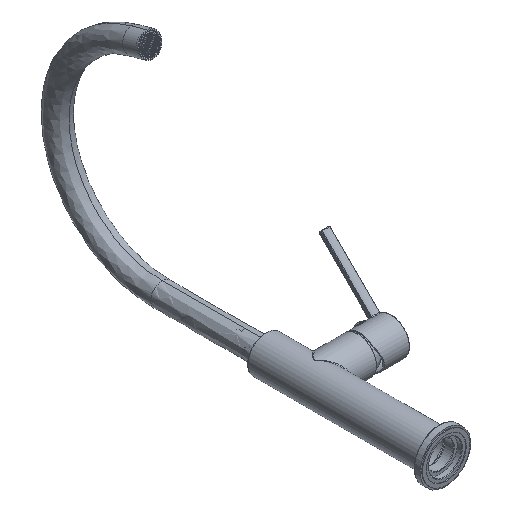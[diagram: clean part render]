
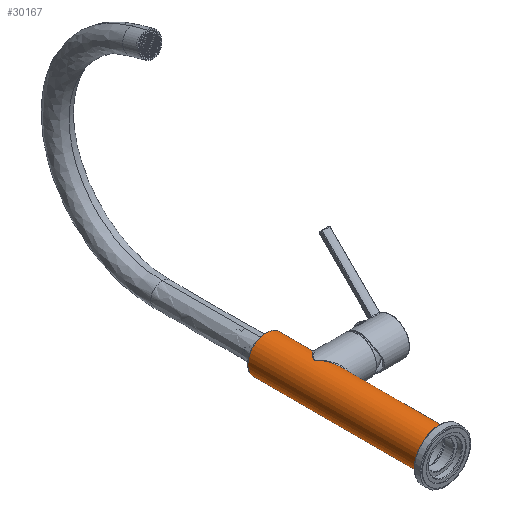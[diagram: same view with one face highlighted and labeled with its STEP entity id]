
A CAD part, isometric view. The second image highlights one B-rep face of the part: STEP entity #30167.
In plain terms, the highlighted cylindrical face has radius 17.5 mm (diameter 35 mm), a full revolution.
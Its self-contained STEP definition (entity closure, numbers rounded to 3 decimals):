
#2072=FACE_OUTER_BOUND('',#3840,.T.);
#3840=EDGE_LOOP('',(#22521,#22522,#22523,#22524,#22525,#22526,#22527,#22528,
#22529,#22530,#22531));
#5753=CIRCLE('',#32342,17.5);
#5754=CIRCLE('',#32344,17.5);
#5755=CIRCLE('',#32345,17.5);
#6867=B_SPLINE_CURVE_WITH_KNOTS('',3,(#61826,#61827,#61828,#61829,#61830,
#61831,#61832,#61833,#61834,#61835,#61836,#61837,#61838),.UNSPECIFIED.,
 .F.,.F.,(4,1,1,1,1,1,1,1,1,1,4),(0.,0.062,0.125,0.187,
0.25,0.375,0.5,0.625,0.75,
0.875,1.),.UNSPECIFIED.);
#6868=B_SPLINE_CURVE_WITH_KNOTS('',3,(#61840,#61841,#61842,#61843,#61844,
#61845,#61846,#61847,#61848,#61849,#61850,#61851,#61852),.UNSPECIFIED.,
 .F.,.F.,(4,1,1,1,1,1,1,1,1,1,4),(0.,0.125,0.25,0.375,
0.5,0.625,0.75,0.812,0.875,
0.937,1.),.UNSPECIFIED.);
#6869=B_SPLINE_CURVE_WITH_KNOTS('',3,(#61854,#61855,#61856,#61857,#61858,
#61859,#61860,#61861,#61862,#61863,#61864,#61865,#61866),.UNSPECIFIED.,
 .F.,.F.,(4,1,1,1,1,1,1,1,1,1,4),(0.,0.062,0.125,0.187,
0.25,0.375,0.5,0.625,0.75,
0.875,1.),.UNSPECIFIED.);
#6870=B_SPLINE_CURVE_WITH_KNOTS('',3,(#61867,#61868,#61869,#61870,#61871,
#61872,#61873,#61874,#61875,#61876,#61877,#61878,#61879),.UNSPECIFIED.,
 .F.,.F.,(4,1,1,1,1,1,1,1,1,1,4),(0.,0.125,0.25,0.375,0.5,0.625,0.75,0.813,
0.875,0.938,1.),.UNSPECIFIED.);
#7668=LINE('',#61824,#10251);
#7669=LINE('',#61881,#10252);
#10251=VECTOR('',#36416,17.5);
#10252=VECTOR('',#36417,17.5);
#13233=VERTEX_POINT('',#61820);
#13234=VERTEX_POINT('',#61823);
#13235=VERTEX_POINT('',#61825);
#13236=VERTEX_POINT('',#61839);
#13237=VERTEX_POINT('',#61853);
#13238=VERTEX_POINT('',#61880);
#13239=VERTEX_POINT('',#61882);
#16685=EDGE_CURVE('',#13233,#13233,#5753,.T.);
#16686=EDGE_CURVE('',#13233,#13234,#7668,.T.);
#16687=EDGE_CURVE('',#13234,#13235,#6867,.T.);
#16688=EDGE_CURVE('',#13235,#13236,#6868,.T.);
#16689=EDGE_CURVE('',#13236,#13237,#6869,.T.);
#16690=EDGE_CURVE('',#13237,#13234,#6870,.T.);
#16691=EDGE_CURVE('',#13234,#13238,#7669,.T.);
#16692=EDGE_CURVE('',#13239,#13238,#5754,.T.);
#16693=EDGE_CURVE('',#13238,#13239,#5755,.T.);
#22521=ORIENTED_EDGE('',*,*,#16685,.F.);
#22522=ORIENTED_EDGE('',*,*,#16686,.T.);
#22523=ORIENTED_EDGE('',*,*,#16687,.T.);
#22524=ORIENTED_EDGE('',*,*,#16688,.T.);
#22525=ORIENTED_EDGE('',*,*,#16689,.T.);
#22526=ORIENTED_EDGE('',*,*,#16690,.T.);
#22527=ORIENTED_EDGE('',*,*,#16691,.T.);
#22528=ORIENTED_EDGE('',*,*,#16692,.F.);
#22529=ORIENTED_EDGE('',*,*,#16693,.F.);
#22530=ORIENTED_EDGE('',*,*,#16691,.F.);
#22531=ORIENTED_EDGE('',*,*,#16686,.F.);
#29478=CYLINDRICAL_SURFACE('',#32343,17.5);
#30167=ADVANCED_FACE('',(#2072),#29478,.T.);
#32342=AXIS2_PLACEMENT_3D('',#61821,#36412,#36413);
#32343=AXIS2_PLACEMENT_3D('',#61822,#36414,#36415);
#32344=AXIS2_PLACEMENT_3D('',#61883,#36418,#36419);
#32345=AXIS2_PLACEMENT_3D('',#61884,#36420,#36421);
#36412=DIRECTION('center_axis',(0.,-1.,0.));
#36413=DIRECTION('ref_axis',(0.,0.,-1.));
#36414=DIRECTION('center_axis',(0.,-1.,0.));
#36415=DIRECTION('ref_axis',(0.,0.,1.));
#36416=DIRECTION('',(0.,1.,0.));
#36417=DIRECTION('',(0.,1.,0.));
#36418=DIRECTION('center_axis',(0.,1.,0.));
#36419=DIRECTION('ref_axis',(0.,0.,1.));
#36420=DIRECTION('center_axis',(0.,1.,0.));
#36421=DIRECTION('ref_axis',(0.,0.,1.));
#61820=CARTESIAN_POINT('',(11.681,0.,-33.419));
#61821=CARTESIAN_POINT('Origin',(11.681,0.,-15.919));
#61822=CARTESIAN_POINT('Origin',(11.681,173.5,-15.919));
#61823=CARTESIAN_POINT('',(11.681,120.,-33.419));
#61824=CARTESIAN_POINT('',(11.681,173.5,-33.419));
#61825=CARTESIAN_POINT('',(29.181,100.5,-15.919));
#61826=CARTESIAN_POINT('Ctrl Pts',(11.681,120.,-33.419));
#61827=CARTESIAN_POINT('Ctrl Pts',(12.254,119.362,-33.419));
#61828=CARTESIAN_POINT('Ctrl Pts',(13.4,118.085,-33.362));
#61829=CARTESIAN_POINT('Ctrl Pts',(15.101,116.19,-33.109));
#61830=CARTESIAN_POINT('Ctrl Pts',(16.769,114.33,-32.692));
#61831=CARTESIAN_POINT('Ctrl Pts',(18.929,111.924,-31.92));
#61832=CARTESIAN_POINT('Ctrl Pts',(21.465,109.098,-30.562));
#61833=CARTESIAN_POINT('Ctrl Pts',(24.136,106.121,-28.374));
#61834=CARTESIAN_POINT('Ctrl Pts',(26.324,103.683,-25.703));
#61835=CARTESIAN_POINT('Ctrl Pts',(27.954,101.867,-22.659));
#61836=CARTESIAN_POINT('Ctrl Pts',(28.954,100.753,-19.355));
#61837=CARTESIAN_POINT('Ctrl Pts',(29.181,100.5,-17.064));
#61838=CARTESIAN_POINT('Ctrl Pts',(29.181,100.5,-15.919));
#61839=CARTESIAN_POINT('',(11.681,120.,1.581));
#61840=CARTESIAN_POINT('Ctrl Pts',(29.181,100.5,-15.919));
#61841=CARTESIAN_POINT('Ctrl Pts',(29.181,100.5,-14.773));
#61842=CARTESIAN_POINT('Ctrl Pts',(28.954,100.753,-12.483));
#61843=CARTESIAN_POINT('Ctrl Pts',(27.954,101.867,-9.178));
#61844=CARTESIAN_POINT('Ctrl Pts',(26.324,103.683,-6.135));
#61845=CARTESIAN_POINT('Ctrl Pts',(24.136,106.121,-3.464));
#61846=CARTESIAN_POINT('Ctrl Pts',(21.465,109.098,-1.276));
#61847=CARTESIAN_POINT('Ctrl Pts',(18.929,111.924,0.083));
#61848=CARTESIAN_POINT('Ctrl Pts',(16.769,114.33,0.854));
#61849=CARTESIAN_POINT('Ctrl Pts',(15.101,116.19,1.271));
#61850=CARTESIAN_POINT('Ctrl Pts',(13.4,118.085,1.524));
#61851=CARTESIAN_POINT('Ctrl Pts',(12.254,119.362,1.581));
#61852=CARTESIAN_POINT('Ctrl Pts',(11.681,120.,1.581));
#61853=CARTESIAN_POINT('',(29.181,139.5,-15.919));
#61854=CARTESIAN_POINT('Ctrl Pts',(11.681,120.,1.581));
#61855=CARTESIAN_POINT('Ctrl Pts',(12.254,120.638,1.581));
#61856=CARTESIAN_POINT('Ctrl Pts',(13.4,121.915,1.524));
#61857=CARTESIAN_POINT('Ctrl Pts',(15.101,123.81,1.271));
#61858=CARTESIAN_POINT('Ctrl Pts',(16.769,125.67,0.854));
#61859=CARTESIAN_POINT('Ctrl Pts',(18.929,128.076,0.083));
#61860=CARTESIAN_POINT('Ctrl Pts',(21.465,130.902,-1.276));
#61861=CARTESIAN_POINT('Ctrl Pts',(24.136,133.879,-3.464));
#61862=CARTESIAN_POINT('Ctrl Pts',(26.324,136.317,-6.135));
#61863=CARTESIAN_POINT('Ctrl Pts',(27.954,138.133,-9.178));
#61864=CARTESIAN_POINT('Ctrl Pts',(28.954,139.247,-12.483));
#61865=CARTESIAN_POINT('Ctrl Pts',(29.181,139.5,-14.773));
#61866=CARTESIAN_POINT('Ctrl Pts',(29.181,139.5,-15.919));
#61867=CARTESIAN_POINT('Ctrl Pts',(29.181,139.5,-15.919));
#61868=CARTESIAN_POINT('Ctrl Pts',(29.181,139.5,-17.064));
#61869=CARTESIAN_POINT('Ctrl Pts',(28.954,139.247,-19.355));
#61870=CARTESIAN_POINT('Ctrl Pts',(27.954,138.133,-22.659));
#61871=CARTESIAN_POINT('Ctrl Pts',(26.324,136.317,-25.703));
#61872=CARTESIAN_POINT('Ctrl Pts',(24.136,133.879,-28.374));
#61873=CARTESIAN_POINT('Ctrl Pts',(21.465,130.902,-30.562));
#61874=CARTESIAN_POINT('Ctrl Pts',(18.929,128.076,-31.92));
#61875=CARTESIAN_POINT('Ctrl Pts',(16.769,125.67,-32.692));
#61876=CARTESIAN_POINT('Ctrl Pts',(15.101,123.81,-33.109));
#61877=CARTESIAN_POINT('Ctrl Pts',(13.4,121.915,-33.362));
#61878=CARTESIAN_POINT('Ctrl Pts',(12.254,120.638,-33.419));
#61879=CARTESIAN_POINT('Ctrl Pts',(11.681,120.,-33.419));
#61880=CARTESIAN_POINT('',(11.681,164.7,-33.419));
#61881=CARTESIAN_POINT('',(11.681,173.5,-33.419));
#61882=CARTESIAN_POINT('',(11.29,164.7,1.577));
#61883=CARTESIAN_POINT('Origin',(11.681,164.7,-15.919));
#61884=CARTESIAN_POINT('Origin',(11.681,164.7,-15.919));
